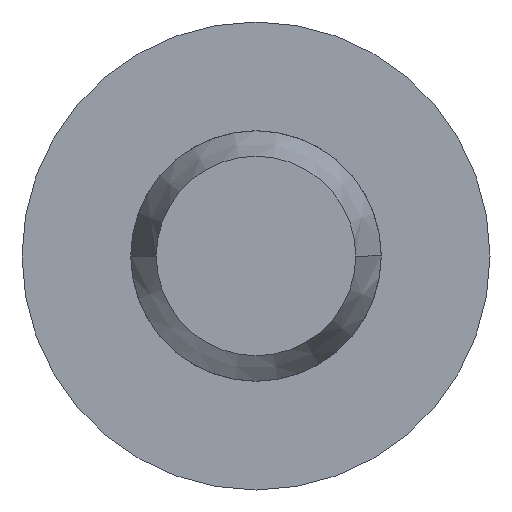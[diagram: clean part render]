
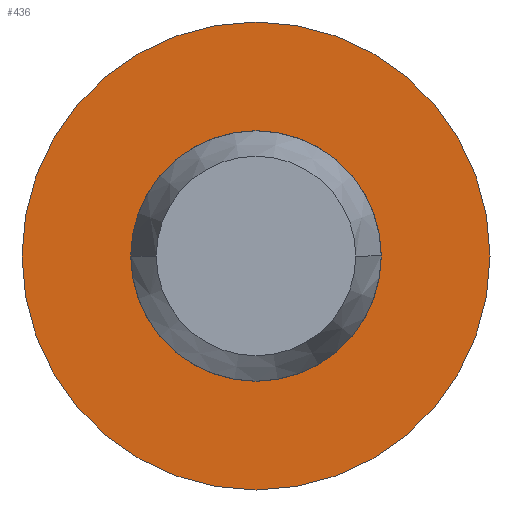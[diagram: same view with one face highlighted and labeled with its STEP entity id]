
A CAD part, front view. The second image highlights one B-rep face of the part: STEP entity #436.
In plain terms, the highlighted planar face has unit normal (0, -1, 0).
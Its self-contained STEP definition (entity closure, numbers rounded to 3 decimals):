
#18 = AXIS2_PLACEMENT_3D ( 'NONE', #674, #320, #224 ) ;
#54 = ORIENTED_EDGE ( 'NONE', *, *, #657, .F. ) ;
#61 = CIRCLE ( 'NONE', #1030, 1.5 ) ;
#68 = DIRECTION ( 'NONE',  ( -1., 0., 0. ) ) ;
#82 = EDGE_LOOP ( 'NONE', ( #766, #119 ) ) ;
#119 = ORIENTED_EDGE ( 'NONE', *, *, #610, .T. ) ;
#169 = DIRECTION ( 'NONE',  ( 0., 1., 0. ) ) ;
#219 = AXIS2_PLACEMENT_3D ( 'NONE', #249, #957, #347 ) ;
#224 = DIRECTION ( 'NONE',  ( -1., 0., 0. ) ) ;
#243 = CARTESIAN_POINT ( 'NONE',  ( -1.5, 0., 0. ) ) ;
#249 = CARTESIAN_POINT ( 'NONE',  ( 2.8, 0., 0. ) ) ;
#277 = VERTEX_POINT ( 'NONE', #547 ) ;
#313 = EDGE_LOOP ( 'NONE', ( #799, #54 ) ) ;
#320 = DIRECTION ( 'NONE',  ( 0., 1., 0. ) ) ;
#335 = AXIS2_PLACEMENT_3D ( 'NONE', #804, #169, #724 ) ;
#347 = DIRECTION ( 'NONE',  ( -1., 0., 0. ) ) ;
#423 = EDGE_CURVE ( 'NONE', #427, #277, #61, .T. ) ;
#427 = VERTEX_POINT ( 'NONE', #243 ) ;
#436 = ADVANCED_FACE ( 'NONE', ( #987, #1040 ), #965, .F. ) ;
#446 = AXIS2_PLACEMENT_3D ( 'NONE', #526, #587, #1143 ) ;
#479 = CIRCLE ( 'NONE', #446, 2.8 ) ;
#516 = DIRECTION ( 'NONE',  ( 0., 1., 0. ) ) ;
#526 = CARTESIAN_POINT ( 'NONE',  ( 0., 0., 0. ) ) ;
#547 = CARTESIAN_POINT ( 'NONE',  ( 1.5, 0., 0. ) ) ;
#587 = DIRECTION ( 'NONE',  ( 0., 1., 0. ) ) ;
#598 = VERTEX_POINT ( 'NONE', #827 ) ;
#610 = EDGE_CURVE ( 'NONE', #277, #427, #761, .T. ) ;
#657 = EDGE_CURVE ( 'NONE', #714, #598, #479, .T. ) ;
#674 = CARTESIAN_POINT ( 'NONE',  ( 0., 0., 0. ) ) ;
#714 = VERTEX_POINT ( 'NONE', #856 ) ;
#724 = DIRECTION ( 'NONE',  ( -1., 0., 0. ) ) ;
#761 = CIRCLE ( 'NONE', #18, 1.5 ) ;
#766 = ORIENTED_EDGE ( 'NONE', *, *, #423, .T. ) ;
#799 = ORIENTED_EDGE ( 'NONE', *, *, #1054, .F. ) ;
#804 = CARTESIAN_POINT ( 'NONE',  ( 0., 0., 0. ) ) ;
#827 = CARTESIAN_POINT ( 'NONE',  ( 2.8, 0., 0. ) ) ;
#856 = CARTESIAN_POINT ( 'NONE',  ( -2.8, 0., 0. ) ) ;
#957 = DIRECTION ( 'NONE',  ( 0., 1., 0. ) ) ;
#965 = PLANE ( 'NONE',  #219 ) ;
#987 = FACE_OUTER_BOUND ( 'NONE', #313, .T. ) ;
#1006 = CIRCLE ( 'NONE', #335, 2.8 ) ;
#1030 = AXIS2_PLACEMENT_3D ( 'NONE', #1145, #516, #68 ) ;
#1040 = FACE_BOUND ( 'NONE', #82, .T. ) ;
#1054 = EDGE_CURVE ( 'NONE', #598, #714, #1006, .T. ) ;
#1143 = DIRECTION ( 'NONE',  ( -1., 0., 0. ) ) ;
#1145 = CARTESIAN_POINT ( 'NONE',  ( 0., 0., 0. ) ) ;
